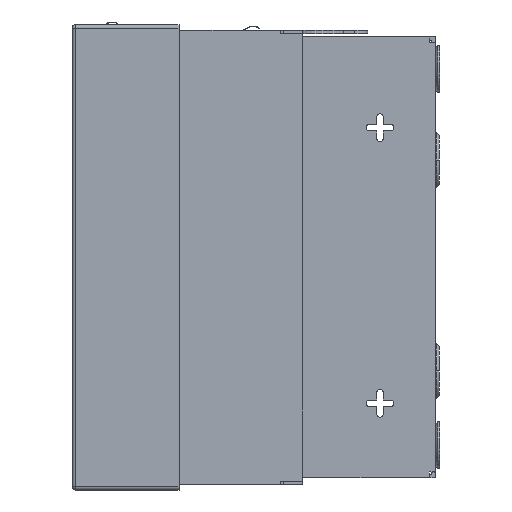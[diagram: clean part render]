
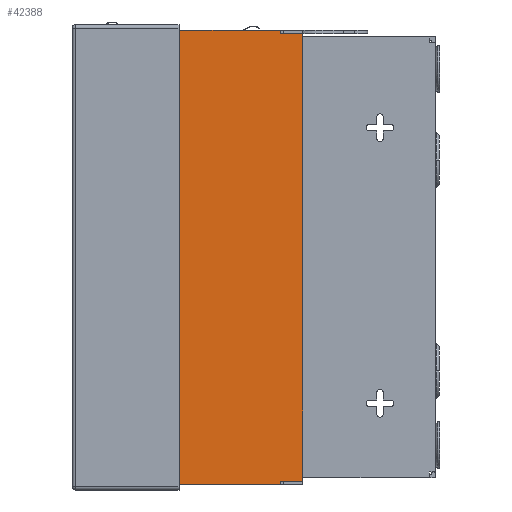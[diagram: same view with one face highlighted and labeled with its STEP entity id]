
A CAD part, left-side view. The second image highlights one B-rep face of the part: STEP entity #42388.
In plain terms, the highlighted planar face has unit normal (-1, 0, 0).
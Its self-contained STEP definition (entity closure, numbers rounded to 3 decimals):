
#264 = DIRECTION ( 'NONE',  ( 0., 0., 1. ) ) ;
#749 = LINE ( 'NONE', #70556, #11829 ) ;
#2221 = CARTESIAN_POINT ( 'NONE',  ( -70., 68.17, 1.6 ) ) ;
#2478 = ORIENTED_EDGE ( 'NONE', *, *, #57501, .F. ) ;
#4086 = VERTEX_POINT ( 'NONE', #77802 ) ;
#4483 = EDGE_LOOP ( 'NONE', ( #76228, #20268, #16534, #8766, #8686, #22112, #23945, #8359, #2478, #59991, #24688, #21803 ) ) ;
#5373 = LINE ( 'NONE', #63534, #57096 ) ;
#6499 = VERTEX_POINT ( 'NONE', #84193 ) ;
#6964 = DIRECTION ( 'NONE',  ( 0., 0., -1. ) ) ;
#8359 = ORIENTED_EDGE ( 'NONE', *, *, #59706, .T. ) ;
#8686 = ORIENTED_EDGE ( 'NONE', *, *, #14224, .T. ) ;
#8766 = ORIENTED_EDGE ( 'NONE', *, *, #45697, .T. ) ;
#11719 = DIRECTION ( 'NONE',  ( 1., 0., 0. ) ) ;
#11829 = VECTOR ( 'NONE', #28418, 1000. ) ;
#13367 = EDGE_CURVE ( 'NONE', #21618, #29463, #83555, .T. ) ;
#14224 = EDGE_CURVE ( 'NONE', #41734, #64808, #749, .T. ) ;
#15263 = CARTESIAN_POINT ( 'NONE',  ( -70., 70., 38. ) ) ;
#15325 = VERTEX_POINT ( 'NONE', #86685 ) ;
#16534 = ORIENTED_EDGE ( 'NONE', *, *, #21462, .F. ) ;
#19407 = DIRECTION ( 'NONE',  ( 0., 0., -1. ) ) ;
#20268 = ORIENTED_EDGE ( 'NONE', *, *, #13367, .F. ) ;
#21231 = VERTEX_POINT ( 'NONE', #15263 ) ;
#21462 = EDGE_CURVE ( 'NONE', #21231, #21618, #75792, .T. ) ;
#21618 = VERTEX_POINT ( 'NONE', #61053 ) ;
#21803 = ORIENTED_EDGE ( 'NONE', *, *, #82424, .F. ) ;
#22112 = ORIENTED_EDGE ( 'NONE', *, *, #62384, .F. ) ;
#22428 = FACE_OUTER_BOUND ( 'NONE', #4483, .T. ) ;
#23945 = ORIENTED_EDGE ( 'NONE', *, *, #52683, .T. ) ;
#24688 = ORIENTED_EDGE ( 'NONE', *, *, #36943, .F. ) ;
#25998 = VERTEX_POINT ( 'NONE', #39604 ) ;
#28418 = DIRECTION ( 'NONE',  ( 0., -1., 0. ) ) ;
#29463 = VERTEX_POINT ( 'NONE', #64301 ) ;
#29661 = CARTESIAN_POINT ( 'NONE',  ( -70., 68.17, 1.6 ) ) ;
#31242 = VECTOR ( 'NONE', #78054, 1000. ) ;
#33242 = VECTOR ( 'NONE', #264, 1000. ) ;
#35294 = CARTESIAN_POINT ( 'NONE',  ( -70., -70., 45. ) ) ;
#35448 = DIRECTION ( 'NONE',  ( 0., 0., 1. ) ) ;
#36943 = EDGE_CURVE ( 'NONE', #4086, #61786, #73079, .T. ) ;
#38282 = VECTOR ( 'NONE', #88799, 1000. ) ;
#39604 = CARTESIAN_POINT ( 'NONE',  ( -70., -68.17, 1.6 ) ) ;
#41734 = VERTEX_POINT ( 'NONE', #46151 ) ;
#42264 = CARTESIAN_POINT ( 'NONE',  ( -70., 0., 45. ) ) ;
#42388 = ADVANCED_FACE ( 'NONE', ( #22428 ), #88931, .F. ) ;
#43995 = VECTOR ( 'NONE', #35448, 1000. ) ;
#45697 = EDGE_CURVE ( 'NONE', #21231, #41734, #49352, .T. ) ;
#46151 = CARTESIAN_POINT ( 'NONE',  ( -70., 70., 1.83 ) ) ;
#46858 = LINE ( 'NONE', #35294, #63278 ) ;
#48182 = VECTOR ( 'NONE', #79102, 1000. ) ;
#49352 = LINE ( 'NONE', #86813, #48182 ) ;
#50307 = DIRECTION ( 'NONE',  ( 0., 0., -1. ) ) ;
#50394 = LINE ( 'NONE', #29661, #81218 ) ;
#52683 = EDGE_CURVE ( 'NONE', #81405, #25998, #50394, .T. ) ;
#54624 = DIRECTION ( 'NONE',  ( 0., 1., 0. ) ) ;
#56388 = DIRECTION ( 'NONE',  ( 0., -1., 0. ) ) ;
#57096 = VECTOR ( 'NONE', #50307, 1000. ) ;
#57501 = EDGE_CURVE ( 'NONE', #15325, #86071, #66878, .T. ) ;
#58097 = EDGE_CURVE ( 'NONE', #29463, #6499, #68969, .T. ) ;
#58238 = CARTESIAN_POINT ( 'NONE',  ( -70., -68.17, 1.83 ) ) ;
#59706 = EDGE_CURVE ( 'NONE', #25998, #86071, #82742, .T. ) ;
#59991 = ORIENTED_EDGE ( 'NONE', *, *, #63035, .F. ) ;
#61053 = CARTESIAN_POINT ( 'NONE',  ( -70., 68.99, 38. ) ) ;
#61786 = VERTEX_POINT ( 'NONE', #82727 ) ;
#62384 = EDGE_CURVE ( 'NONE', #81405, #64808, #75669, .T. ) ;
#63035 = EDGE_CURVE ( 'NONE', #61786, #15325, #46858, .T. ) ;
#63278 = VECTOR ( 'NONE', #6964, 1000. ) ;
#63534 = CARTESIAN_POINT ( 'NONE',  ( -70., -68.99, 45. ) ) ;
#63896 = CARTESIAN_POINT ( 'NONE',  ( -70., -70., 38. ) ) ;
#64301 = CARTESIAN_POINT ( 'NONE',  ( -70., 68.99, 45. ) ) ;
#64662 = VECTOR ( 'NONE', #54624, 1000. ) ;
#64808 = VERTEX_POINT ( 'NONE', #72677 ) ;
#66294 = CARTESIAN_POINT ( 'NONE',  ( -70., 70., 38. ) ) ;
#66668 = AXIS2_PLACEMENT_3D ( 'NONE', #89528, #11719, #19407 ) ;
#66878 = LINE ( 'NONE', #83824, #64662 ) ;
#68969 = LINE ( 'NONE', #42264, #86681 ) ;
#70385 = CARTESIAN_POINT ( 'NONE',  ( -70., -68.17, 45. ) ) ;
#70556 = CARTESIAN_POINT ( 'NONE',  ( -70., 0., 1.83 ) ) ;
#72677 = CARTESIAN_POINT ( 'NONE',  ( -70., 68.17, 1.83 ) ) ;
#72759 = DIRECTION ( 'NONE',  ( 0., -1., 0. ) ) ;
#73079 = LINE ( 'NONE', #63896, #31242 ) ;
#75669 = LINE ( 'NONE', #89108, #38282 ) ;
#75792 = LINE ( 'NONE', #66294, #85679 ) ;
#76228 = ORIENTED_EDGE ( 'NONE', *, *, #58097, .F. ) ;
#77802 = CARTESIAN_POINT ( 'NONE',  ( -70., -68.99, 38. ) ) ;
#78054 = DIRECTION ( 'NONE',  ( 0., -1., 0. ) ) ;
#79102 = DIRECTION ( 'NONE',  ( 0., 0., -1. ) ) ;
#81218 = VECTOR ( 'NONE', #86861, 1000. ) ;
#81405 = VERTEX_POINT ( 'NONE', #2221 ) ;
#82424 = EDGE_CURVE ( 'NONE', #6499, #4086, #5373, .T. ) ;
#82727 = CARTESIAN_POINT ( 'NONE',  ( -70., -70., 38. ) ) ;
#82742 = LINE ( 'NONE', #70385, #33242 ) ;
#83555 = LINE ( 'NONE', #84299, #43995 ) ;
#83824 = CARTESIAN_POINT ( 'NONE',  ( -70., 0., 1.83 ) ) ;
#84193 = CARTESIAN_POINT ( 'NONE',  ( -70., -68.99, 45. ) ) ;
#84299 = CARTESIAN_POINT ( 'NONE',  ( -70., 68.99, 45. ) ) ;
#85679 = VECTOR ( 'NONE', #72759, 1000. ) ;
#86071 = VERTEX_POINT ( 'NONE', #58238 ) ;
#86681 = VECTOR ( 'NONE', #56388, 1000. ) ;
#86685 = CARTESIAN_POINT ( 'NONE',  ( -70., -70., 1.83 ) ) ;
#86813 = CARTESIAN_POINT ( 'NONE',  ( -70., 70., 45. ) ) ;
#86861 = DIRECTION ( 'NONE',  ( 0., -1., 0. ) ) ;
#88799 = DIRECTION ( 'NONE',  ( 0., 0., 1. ) ) ;
#88931 = PLANE ( 'NONE',  #66668 ) ;
#89108 = CARTESIAN_POINT ( 'NONE',  ( -70., 68.17, 45. ) ) ;
#89528 = CARTESIAN_POINT ( 'NONE',  ( -70., 0., 45. ) ) ;
